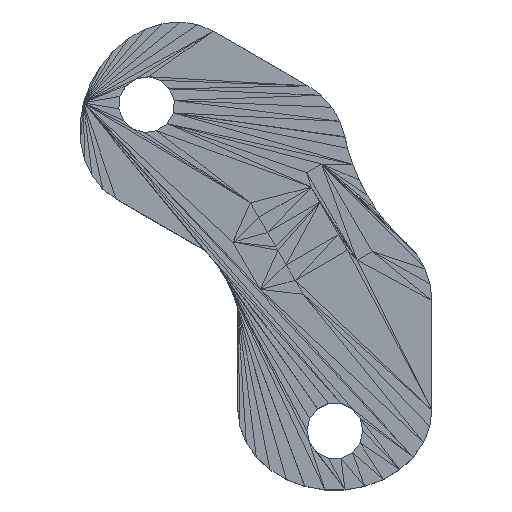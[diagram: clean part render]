
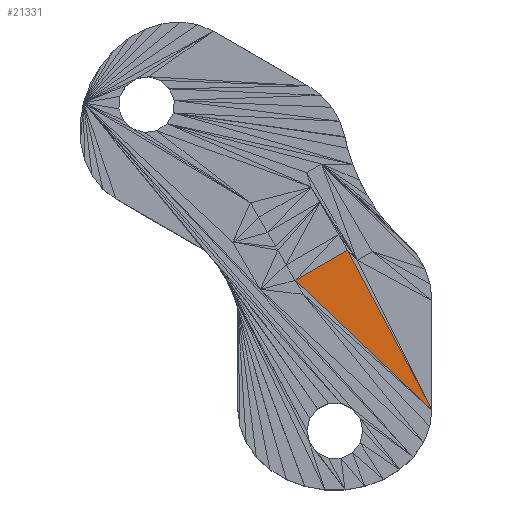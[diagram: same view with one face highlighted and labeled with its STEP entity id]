
A CAD part, top view. The second image highlights one B-rep face of the part: STEP entity #21331.
In plain terms, the highlighted planar face has unit normal (0, 0, 1).
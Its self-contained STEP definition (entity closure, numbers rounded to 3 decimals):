
#250 = VERTEX_POINT('',#251);
#251 = CARTESIAN_POINT('',(41.979,37.065,
    13.2));
#290 = PLANE('',#291);
#291 = AXIS2_PLACEMENT_3D('',#292,#293,#294);
#292 = CARTESIAN_POINT('',(41.979,37.065,
    13.2));
#293 = DIRECTION('',(0.,0.,-1.));
#294 = DIRECTION('',(-1.,0.,0.));
#304 = EDGE_CURVE('',#250,#305,#307,.T.);
#305 = VERTEX_POINT('',#306);
#306 = CARTESIAN_POINT('',(55.075,12.25,13.2));
#307 = SURFACE_CURVE('',#308,(#312,#319),.PCURVE_S1.);
#308 = LINE('',#309,#310);
#309 = CARTESIAN_POINT('',(41.979,37.065,
    13.2));
#310 = VECTOR('',#311,1.);
#311 = DIRECTION('',(0.467,-0.884,0.));
#312 = PCURVE('',#290,#313);
#313 = DEFINITIONAL_REPRESENTATION('',(#314),#318);
#314 = LINE('',#315,#316);
#315 = CARTESIAN_POINT('',(0.,0.));
#316 = VECTOR('',#317,1.);
#317 = DIRECTION('',(-0.467,-0.884));
#318 = ( GEOMETRIC_REPRESENTATION_CONTEXT(2) 
PARAMETRIC_REPRESENTATION_CONTEXT() REPRESENTATION_CONTEXT('2D SPACE',''
  ) );
#319 = PCURVE('',#320,#325);
#320 = PLANE('',#321);
#321 = AXIS2_PLACEMENT_3D('',#322,#323,#324);
#322 = CARTESIAN_POINT('',(41.979,37.065,
    13.2));
#323 = DIRECTION('',(0.,0.,-1.));
#324 = DIRECTION('',(-1.,0.,0.));
#325 = DEFINITIONAL_REPRESENTATION('',(#326),#329);
#326 = B_SPLINE_CURVE_WITH_KNOTS('',1,(#327,#328),.UNSPECIFIED.,.F.,.F.,
  (2,2),(0.,28.059),.PIECEWISE_BEZIER_KNOTS.);
#327 = CARTESIAN_POINT('',(0.,0.));
#328 = CARTESIAN_POINT('',(-13.096,-24.815));
#329 = ( GEOMETRIC_REPRESENTATION_CONTEXT(2) 
PARAMETRIC_REPRESENTATION_CONTEXT() REPRESENTATION_CONTEXT('2D SPACE',''
  ) );
#19878 = PLANE('',#19879);
#19879 = AXIS2_PLACEMENT_3D('',#19880,#19881,#19882);
#19880 = CARTESIAN_POINT('',(33.838,32.365,
    13.2));
#19881 = DIRECTION('',(0.,0.,-1.));
#19882 = DIRECTION('',(-1.,0.,0.));
#21331 = ADVANCED_FACE('',(#21332),#320,.F.);
#21332 = FACE_BOUND('',#21333,.T.);
#21333 = EDGE_LOOP('',(#21334,#21361,#21381));
#21334 = ORIENTED_EDGE('',*,*,#21335,.T.);
#21335 = EDGE_CURVE('',#250,#21336,#21338,.T.);
#21336 = VERTEX_POINT('',#21337);
#21337 = CARTESIAN_POINT('',(33.838,32.365,
    13.2));
#21338 = SURFACE_CURVE('',#21339,(#21343,#21350),.PCURVE_S1.);
#21339 = LINE('',#21340,#21341);
#21340 = CARTESIAN_POINT('',(41.979,37.065,
    13.2));
#21341 = VECTOR('',#21342,1.);
#21342 = DIRECTION('',(-0.866,-0.5,0.));
#21343 = PCURVE('',#320,#21344);
#21344 = DEFINITIONAL_REPRESENTATION('',(#21345),#21349);
#21345 = LINE('',#21346,#21347);
#21346 = CARTESIAN_POINT('',(0.,0.));
#21347 = VECTOR('',#21348,1.);
#21348 = DIRECTION('',(0.866,-0.5));
#21349 = ( GEOMETRIC_REPRESENTATION_CONTEXT(2) 
PARAMETRIC_REPRESENTATION_CONTEXT() REPRESENTATION_CONTEXT('2D SPACE',''
  ) );
#21350 = PCURVE('',#21351,#21356);
#21351 = PLANE('',#21352);
#21352 = AXIS2_PLACEMENT_3D('',#21353,#21354,#21355);
#21353 = CARTESIAN_POINT('',(38.113,34.833,
    12.937));
#21354 = DIRECTION('',(0.5,-0.866,0.)
  );
#21355 = DIRECTION('',(-0.866,-0.5,0.));
#21356 = DEFINITIONAL_REPRESENTATION('',(#21357),#21360);
#21357 = B_SPLINE_CURVE_WITH_KNOTS('',1,(#21358,#21359),.UNSPECIFIED.,
  .F.,.F.,(2,2),(0.,9.4),.PIECEWISE_BEZIER_KNOTS.);
#21358 = CARTESIAN_POINT('',(-4.463,-0.263));
#21359 = CARTESIAN_POINT('',(4.937,-0.263));
#21360 = ( GEOMETRIC_REPRESENTATION_CONTEXT(2) 
PARAMETRIC_REPRESENTATION_CONTEXT() REPRESENTATION_CONTEXT('2D SPACE',''
  ) );
#21361 = ORIENTED_EDGE('',*,*,#21362,.T.);
#21362 = EDGE_CURVE('',#21336,#305,#21363,.T.);
#21363 = SURFACE_CURVE('',#21364,(#21368,#21375),.PCURVE_S1.);
#21364 = LINE('',#21365,#21366);
#21365 = CARTESIAN_POINT('',(33.838,32.365,
    13.2));
#21366 = VECTOR('',#21367,1.);
#21367 = DIRECTION('',(0.726,-0.688,0.));
#21368 = PCURVE('',#320,#21369);
#21369 = DEFINITIONAL_REPRESENTATION('',(#21370),#21374);
#21370 = LINE('',#21371,#21372);
#21371 = CARTESIAN_POINT('',(8.141,-4.7));
#21372 = VECTOR('',#21373,1.);
#21373 = DIRECTION('',(-0.726,-0.688));
#21374 = ( GEOMETRIC_REPRESENTATION_CONTEXT(2) 
PARAMETRIC_REPRESENTATION_CONTEXT() REPRESENTATION_CONTEXT('2D SPACE',''
  ) );
#21375 = PCURVE('',#19878,#21376);
#21376 = DEFINITIONAL_REPRESENTATION('',(#21377),#21380);
#21377 = B_SPLINE_CURVE_WITH_KNOTS('',1,(#21378,#21379),.UNSPECIFIED.,
  .F.,.F.,(2,2),(0.,29.251),.PIECEWISE_BEZIER_KNOTS.);
#21378 = CARTESIAN_POINT('',(0.,0.));
#21379 = CARTESIAN_POINT('',(-21.237,-20.115));
#21380 = ( GEOMETRIC_REPRESENTATION_CONTEXT(2) 
PARAMETRIC_REPRESENTATION_CONTEXT() REPRESENTATION_CONTEXT('2D SPACE',''
  ) );
#21381 = ORIENTED_EDGE('',*,*,#304,.F.);
